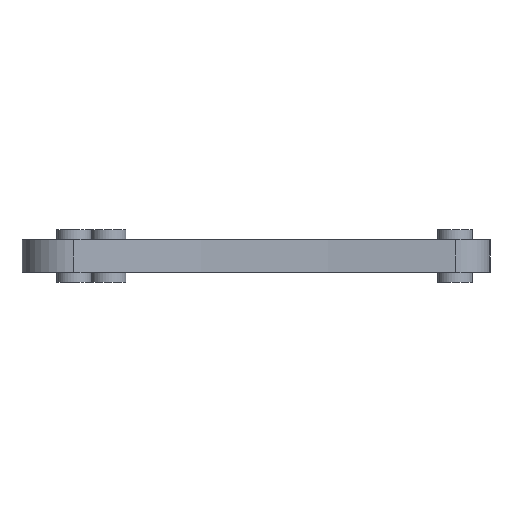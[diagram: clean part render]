
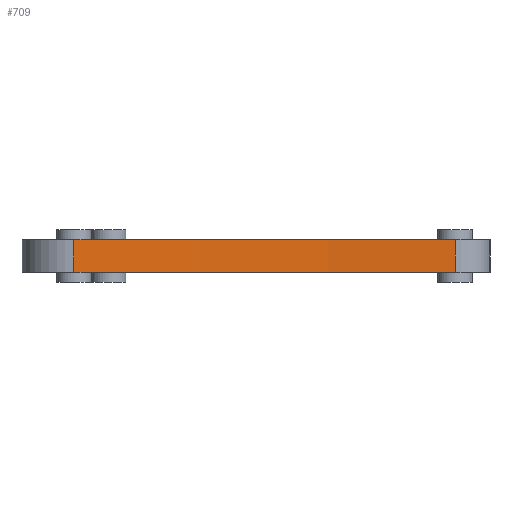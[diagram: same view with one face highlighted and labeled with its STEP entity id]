
A CAD part, left-side view. The second image highlights one B-rep face of the part: STEP entity #709.
In plain terms, the highlighted cylindrical face has radius 545.253 mm (diameter 1090.51 mm), a partial arc.
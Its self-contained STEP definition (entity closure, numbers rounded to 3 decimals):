
#91=LINE('',#1266,#139);
#92=LINE('',#1272,#140);
#139=VECTOR('',#1047,10.);
#140=VECTOR('',#1054,10.);
#169=CYLINDRICAL_SURFACE('',#842,545.253);
#201=FACE_OUTER_BOUND('',#237,.T.);
#237=EDGE_LOOP('',(#583,#584,#585,#586));
#301=CIRCLE('',#843,545.253);
#302=CIRCLE('',#844,545.253);
#363=VERTEX_POINT('',#1262);
#364=VERTEX_POINT('',#1264);
#365=VERTEX_POINT('',#1268);
#366=VERTEX_POINT('',#1270);
#455=EDGE_CURVE('',#363,#364,#91,.T.);
#456=EDGE_CURVE('',#365,#363,#301,.T.);
#457=EDGE_CURVE('',#366,#364,#302,.T.);
#458=EDGE_CURVE('',#365,#366,#92,.T.);
#583=ORIENTED_EDGE('',*,*,#456,.T.);
#584=ORIENTED_EDGE('',*,*,#455,.T.);
#585=ORIENTED_EDGE('',*,*,#457,.F.);
#586=ORIENTED_EDGE('',*,*,#458,.F.);
#709=ADVANCED_FACE('',(#201),#169,.F.);
#842=AXIS2_PLACEMENT_3D('',#1267,#1048,#1049);
#843=AXIS2_PLACEMENT_3D('',#1269,#1050,#1051);
#844=AXIS2_PLACEMENT_3D('',#1271,#1052,#1053);
#1047=DIRECTION('',(0.,0.,1.));
#1048=DIRECTION('center_axis',(0.,0.,1.));
#1049=DIRECTION('ref_axis',(-0.998,0.056,0.));
#1050=DIRECTION('center_axis',(0.,0.,-1.));
#1051=DIRECTION('ref_axis',(-0.998,0.056,0.));
#1052=DIRECTION('center_axis',(0.,0.,-1.));
#1053=DIRECTION('ref_axis',(-0.998,0.056,0.));
#1054=DIRECTION('',(0.,0.,1.));
#1262=CARTESIAN_POINT('',(-100.,-55.,0.));
#1264=CARTESIAN_POINT('',(-100.,-55.,9.4));
#1266=CARTESIAN_POINT('',(-100.,-55.,0.));
#1267=CARTESIAN_POINT('Origin',(-644.406,-24.632,0.));
#1268=CARTESIAN_POINT('',(-105.,55.,0.));
#1269=CARTESIAN_POINT('Origin',(-644.406,-24.632,0.));
#1270=CARTESIAN_POINT('',(-105.,55.,9.4));
#1271=CARTESIAN_POINT('Origin',(-644.406,-24.632,9.4));
#1272=CARTESIAN_POINT('',(-105.,55.,0.));
